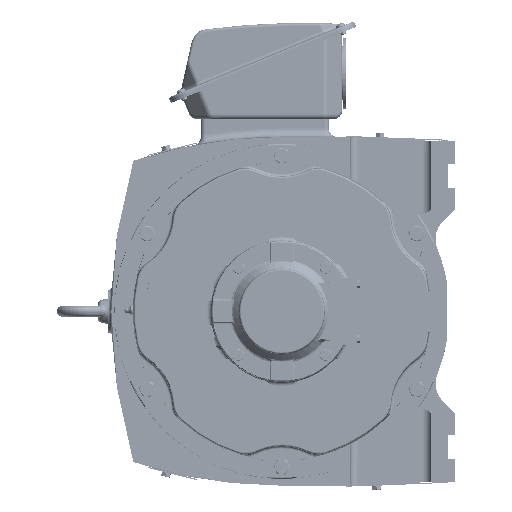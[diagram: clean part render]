
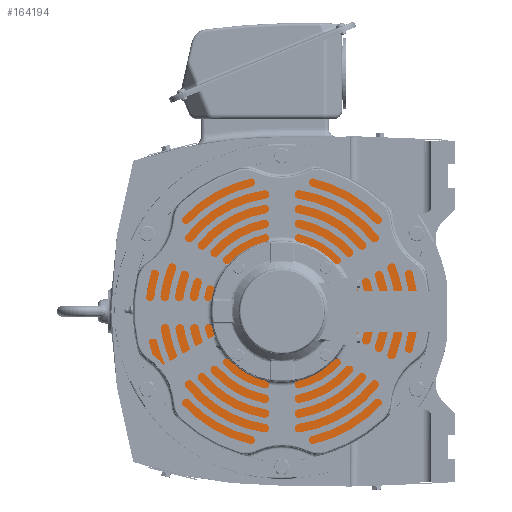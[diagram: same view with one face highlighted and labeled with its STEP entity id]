
A CAD part, left-side view. The second image highlights one B-rep face of the part: STEP entity #164194.
In plain terms, the highlighted planar face has unit normal (-1, 0, 0).
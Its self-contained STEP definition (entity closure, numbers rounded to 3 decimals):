
#49976=CARTESIAN_POINT('Vertex',(-208.5,0.,-34.95)) ;
#49992=CARTESIAN_POINT('Vertex',(-208.5,0.,34.95)) ;
#49995=CARTESIAN_POINT('Axis2P3D Location',(-208.5,0.,0.)) ;
#50029=CARTESIAN_POINT('Axis2P3D Location',(-208.5,0.,0.)) ;
#162508=CARTESIAN_POINT('Vertex',(-208.5,119.705,-107.75)) ;
#162511=CARTESIAN_POINT('Axis2P3D Location',(-208.5,197.454,-114.)) ;
#162515=CARTESIAN_POINT('Vertex',(-208.5,153.166,-49.792)) ;
#162592=CARTESIAN_POINT('Axis2P3D Location',(-208.5,0.,0.)) ;
#162596=CARTESIAN_POINT('Vertex',(-208.5,153.166,49.792)) ;
#163615=CARTESIAN_POINT('Axis2P3D Location',(-208.5,197.454,114.)) ;
#163619=CARTESIAN_POINT('Vertex',(-208.5,119.705,107.75)) ;
#163654=CARTESIAN_POINT('Vertex',(-208.5,-119.705,-107.75)) ;
#163667=CARTESIAN_POINT('Vertex',(-208.5,-153.166,-49.792)) ;
#163670=CARTESIAN_POINT('Axis2P3D Location',(-208.5,-197.454,-114.)) ;
#163691=CARTESIAN_POINT('Axis2P3D Location',(-208.5,0.,0.)) ;
#163695=CARTESIAN_POINT('Vertex',(-208.5,-33.462,-157.542)) ;
#163724=CARTESIAN_POINT('Vertex',(-208.5,0.,-150.)) ;
#163734=CARTESIAN_POINT('Control Point',(-208.5,0.,-150.)) ;
#163735=CARTESIAN_POINT('Control Point',(-208.5,-8.646,-150.)) ;
#163736=CARTESIAN_POINT('Control Point',(-208.5,-17.293,-151.278)) ;
#163737=CARTESIAN_POINT('Control Point',(-208.5,-25.652,-153.833)) ;
#163738=CARTESIAN_POINT('Control Point',(-208.5,-33.462,-157.542)) ;
#163755=CARTESIAN_POINT('Control Point',(-208.5,33.462,-157.542)) ;
#163756=CARTESIAN_POINT('Control Point',(-208.5,25.652,-153.833)) ;
#163757=CARTESIAN_POINT('Control Point',(-208.5,17.293,-151.278)) ;
#163758=CARTESIAN_POINT('Control Point',(-208.5,8.646,-150.)) ;
#163759=CARTESIAN_POINT('Control Point',(-208.5,0.,-150.)) ;
#163760=CARTESIAN_POINT('Vertex',(-208.5,33.462,-157.542)) ;
#163784=CARTESIAN_POINT('Axis2P3D Location',(-208.5,0.,0.)) ;
#163814=CARTESIAN_POINT('Vertex',(-208.5,0.,150.)) ;
#163817=CARTESIAN_POINT('Axis2P3D Location',(-208.5,0.,228.)) ;
#163821=CARTESIAN_POINT('Vertex',(-208.5,-33.462,157.542)) ;
#163839=CARTESIAN_POINT('Axis2P3D Location',(-208.5,0.,0.)) ;
#163843=CARTESIAN_POINT('Vertex',(-208.5,-119.705,107.75)) ;
#163871=CARTESIAN_POINT('Vertex',(-208.5,-153.166,49.792)) ;
#163879=CARTESIAN_POINT('Axis2P3D Location',(-208.5,-197.454,114.)) ;
#163895=CARTESIAN_POINT('Axis2P3D Location',(-208.5,0.,0.)) ;
#163909=CARTESIAN_POINT('Axis2P3D Location',(-208.5,0.,0.)) ;
#163913=CARTESIAN_POINT('Vertex',(-208.5,33.462,157.542)) ;
#163941=CARTESIAN_POINT('Axis2P3D Location',(-208.5,0.,228.)) ;
#164169=CARTESIAN_POINT('Axis2P3D Location',(-208.5,98.727,-57.)) ;
#49996=DIRECTION('Axis2P3D Direction',(-1.,0.,0.)) ;
#50030=DIRECTION('Axis2P3D Direction',(-1.,0.,0.)) ;
#162512=DIRECTION('Axis2P3D Direction',(1.,0.,0.)) ;
#162593=DIRECTION('Axis2P3D Direction',(1.,0.,0.)) ;
#163616=DIRECTION('Axis2P3D Direction',(1.,0.,0.)) ;
#163671=DIRECTION('Axis2P3D Direction',(1.,0.,0.)) ;
#163692=DIRECTION('Axis2P3D Direction',(1.,0.,0.)) ;
#163785=DIRECTION('Axis2P3D Direction',(1.,0.,0.)) ;
#163818=DIRECTION('Axis2P3D Direction',(1.,0.,0.)) ;
#163840=DIRECTION('Axis2P3D Direction',(1.,0.,0.)) ;
#163880=DIRECTION('Axis2P3D Direction',(1.,0.,0.)) ;
#163896=DIRECTION('Axis2P3D Direction',(1.,0.,0.)) ;
#163910=DIRECTION('Axis2P3D Direction',(1.,0.,0.)) ;
#163942=DIRECTION('Axis2P3D Direction',(1.,0.,0.)) ;
#164170=DIRECTION('Axis2P3D Direction',(1.,0.,0.)) ;
#164171=DIRECTION('Axis2P3D XDirection',(0.,0.,-1.)) ;
#49997=AXIS2_PLACEMENT_3D('Circle Axis2P3D',#49995,#49996,$) ;
#50031=AXIS2_PLACEMENT_3D('Circle Axis2P3D',#50029,#50030,$) ;
#162513=AXIS2_PLACEMENT_3D('Circle Axis2P3D',#162511,#162512,$) ;
#162594=AXIS2_PLACEMENT_3D('Circle Axis2P3D',#162592,#162593,$) ;
#163617=AXIS2_PLACEMENT_3D('Circle Axis2P3D',#163615,#163616,$) ;
#163672=AXIS2_PLACEMENT_3D('Circle Axis2P3D',#163670,#163671,$) ;
#163693=AXIS2_PLACEMENT_3D('Circle Axis2P3D',#163691,#163692,$) ;
#163786=AXIS2_PLACEMENT_3D('Circle Axis2P3D',#163784,#163785,$) ;
#163819=AXIS2_PLACEMENT_3D('Circle Axis2P3D',#163817,#163818,$) ;
#163841=AXIS2_PLACEMENT_3D('Circle Axis2P3D',#163839,#163840,$) ;
#163881=AXIS2_PLACEMENT_3D('Circle Axis2P3D',#163879,#163880,$) ;
#163897=AXIS2_PLACEMENT_3D('Circle Axis2P3D',#163895,#163896,$) ;
#163911=AXIS2_PLACEMENT_3D('Circle Axis2P3D',#163909,#163910,$) ;
#163943=AXIS2_PLACEMENT_3D('Circle Axis2P3D',#163941,#163942,$) ;
#164172=AXIS2_PLACEMENT_3D('Plane Axis2P3D',#164169,#164170,#164171) ;
#164175=ORIENTED_EDGE('',*,*,#163674,.T.) ;
#164176=ORIENTED_EDGE('',*,*,#163899,.F.) ;
#164177=ORIENTED_EDGE('',*,*,#163883,.T.) ;
#164178=ORIENTED_EDGE('',*,*,#163845,.F.) ;
#164179=ORIENTED_EDGE('',*,*,#163823,.T.) ;
#164180=ORIENTED_EDGE('',*,*,#163945,.T.) ;
#164181=ORIENTED_EDGE('',*,*,#163915,.F.) ;
#164182=ORIENTED_EDGE('',*,*,#163621,.T.) ;
#164183=ORIENTED_EDGE('',*,*,#162598,.F.) ;
#164184=ORIENTED_EDGE('',*,*,#162517,.T.) ;
#164185=ORIENTED_EDGE('',*,*,#163788,.F.) ;
#164186=ORIENTED_EDGE('',*,*,#163762,.T.) ;
#164187=ORIENTED_EDGE('',*,*,#163739,.T.) ;
#164188=ORIENTED_EDGE('',*,*,#163697,.F.) ;
#164191=ORIENTED_EDGE('',*,*,#50033,.T.) ;
#164192=ORIENTED_EDGE('',*,*,#49999,.T.) ;
#164193=FACE_BOUND('',#164190,.T.) ;
#164194=ADVANCED_FACE('\X2\51434EF6672C9AD4\X0\',(#164189,#164193),#164173,.F.) ;
#163733=B_SPLINE_CURVE_WITH_KNOTS('',4,(#163734,#163735,#163736,#163737,#163738),.UNSPECIFIED.,.F.,.U.,(5,5),(-17.292,17.292),.UNSPECIFIED.) ;
#163754=B_SPLINE_CURVE_WITH_KNOTS('',4,(#163755,#163756,#163757,#163758,#163759),.UNSPECIFIED.,.F.,.U.,(5,5),(-17.292,17.292),.UNSPECIFIED.) ;
#49998=CIRCLE('generated circle',#49997,34.95) ;
#50032=CIRCLE('generated circle',#50031,34.95) ;
#162514=CIRCLE('generated circle',#162513,78.) ;
#162595=CIRCLE('generated circle',#162594,161.057) ;
#163618=CIRCLE('generated circle',#163617,78.) ;
#163673=CIRCLE('generated circle',#163672,78.) ;
#163694=CIRCLE('generated circle',#163693,161.057) ;
#163787=CIRCLE('generated circle',#163786,161.057) ;
#163820=CIRCLE('generated circle',#163819,78.) ;
#163842=CIRCLE('generated circle',#163841,161.057) ;
#163882=CIRCLE('generated circle',#163881,78.) ;
#163898=CIRCLE('generated circle',#163897,161.057) ;
#163912=CIRCLE('generated circle',#163911,161.057) ;
#163944=CIRCLE('generated circle',#163943,78.) ;
#49999=EDGE_CURVE('',#49977,#49993,#49998,.F.) ;
#50033=EDGE_CURVE('',#49993,#49977,#50032,.F.) ;
#162517=EDGE_CURVE('',#162516,#162509,#162514,.T.) ;
#162598=EDGE_CURVE('',#162516,#162597,#162595,.T.) ;
#163621=EDGE_CURVE('',#163620,#162597,#163618,.T.) ;
#163674=EDGE_CURVE('',#163655,#163668,#163673,.T.) ;
#163697=EDGE_CURVE('',#163655,#163696,#163694,.T.) ;
#163739=EDGE_CURVE('',#163725,#163696,#163733,.T.) ;
#163762=EDGE_CURVE('',#163761,#163725,#163754,.T.) ;
#163788=EDGE_CURVE('',#163761,#162509,#163787,.T.) ;
#163823=EDGE_CURVE('',#163822,#163815,#163820,.T.) ;
#163845=EDGE_CURVE('',#163822,#163844,#163842,.T.) ;
#163883=EDGE_CURVE('',#163872,#163844,#163882,.T.) ;
#163899=EDGE_CURVE('',#163872,#163668,#163898,.T.) ;
#163915=EDGE_CURVE('',#163620,#163914,#163912,.T.) ;
#163945=EDGE_CURVE('',#163815,#163914,#163944,.T.) ;
#164174=EDGE_LOOP('',(#164175,#164176,#164177,#164178,#164179,#164180,#164181,#164182,#164183,#164184,#164185,#164186,#164187,#164188)) ;
#164190=EDGE_LOOP('',(#164191,#164192)) ;
#164189=FACE_OUTER_BOUND('',#164174,.T.) ;
#164173=PLANE('',#164172) ;
#49977=VERTEX_POINT('',#49976) ;
#49993=VERTEX_POINT('',#49992) ;
#162509=VERTEX_POINT('',#162508) ;
#162516=VERTEX_POINT('',#162515) ;
#162597=VERTEX_POINT('',#162596) ;
#163620=VERTEX_POINT('',#163619) ;
#163655=VERTEX_POINT('',#163654) ;
#163668=VERTEX_POINT('',#163667) ;
#163696=VERTEX_POINT('',#163695) ;
#163725=VERTEX_POINT('',#163724) ;
#163761=VERTEX_POINT('',#163760) ;
#163815=VERTEX_POINT('',#163814) ;
#163822=VERTEX_POINT('',#163821) ;
#163844=VERTEX_POINT('',#163843) ;
#163872=VERTEX_POINT('',#163871) ;
#163914=VERTEX_POINT('',#163913) ;
